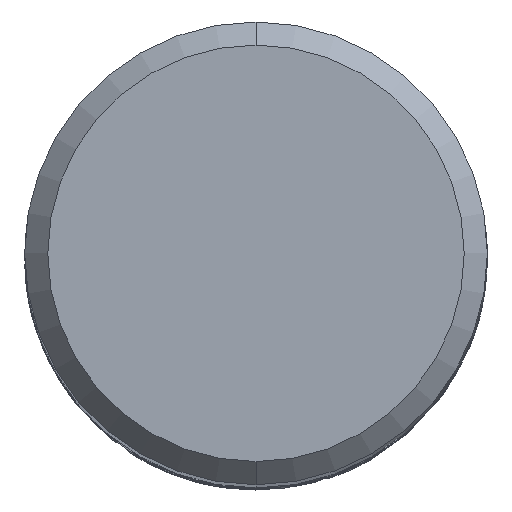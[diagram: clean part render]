
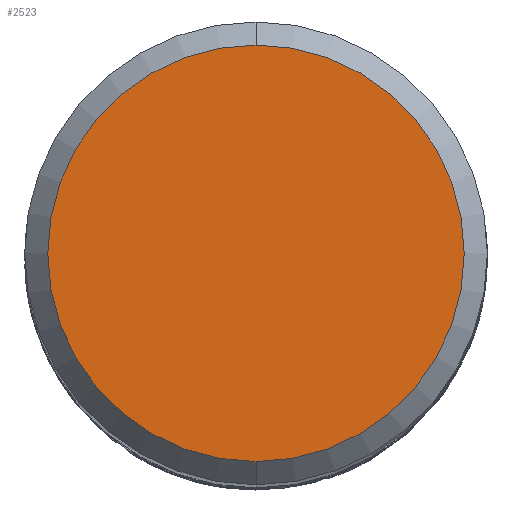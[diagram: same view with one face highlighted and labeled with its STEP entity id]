
A CAD part, top view. The second image highlights one B-rep face of the part: STEP entity #2523.
In plain terms, the highlighted planar face has unit normal (0, 0, 1).
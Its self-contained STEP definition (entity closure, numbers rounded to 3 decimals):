
#1505=EDGE_CURVE('',#2863,#2001,#4065,.T.);
#1531=EDGE_CURVE('',#2001,#2863,#4093,.T.);
#2001=VERTEX_POINT('',#4613);
#2523=ADVANCED_FACE('',(#5175),#5176,.T.);
#2863=VERTEX_POINT('',#5541);
#4065=CIRCLE('',#9088,7.2);
#4093=CIRCLE('',#9877,7.2);
#4613=CARTESIAN_POINT('',(0.0,7.2,0.0));
#5175=FACE_OUTER_BOUND('',#21620,.T.);
#5176=PLANE('',#21621);
#5541=CARTESIAN_POINT('',(0.,-7.2,0.0));
#9088=AXIS2_PLACEMENT_3D('',#33223,#33224,#33225);
#9877=AXIS2_PLACEMENT_3D('',#33253,#33254,#33255);
#21620=EDGE_LOOP('',(#34351,#34352));
#21621=AXIS2_PLACEMENT_3D('',#34353,#34354,#34355);
#33223=CARTESIAN_POINT('',(0.0,0.0,0.0));
#33224=DIRECTION('',(0.0,0.0,-1.0));
#33225=DIRECTION('',(0.0,1.0,0.0));
#33253=CARTESIAN_POINT('',(0.0,0.0,0.0));
#33254=DIRECTION('',(0.0,0.0,-1.0));
#33255=DIRECTION('',(0.0,1.0,0.0));
#34351=ORIENTED_EDGE('',*,*,#1531,.F.);
#34352=ORIENTED_EDGE('',*,*,#1505,.F.);
#34353=CARTESIAN_POINT('',(0.0,3.6,0.0));
#34354=DIRECTION('',(-0.0,0.0,1.0));
#34355=DIRECTION('',(0.0,-1.0,0.0));
